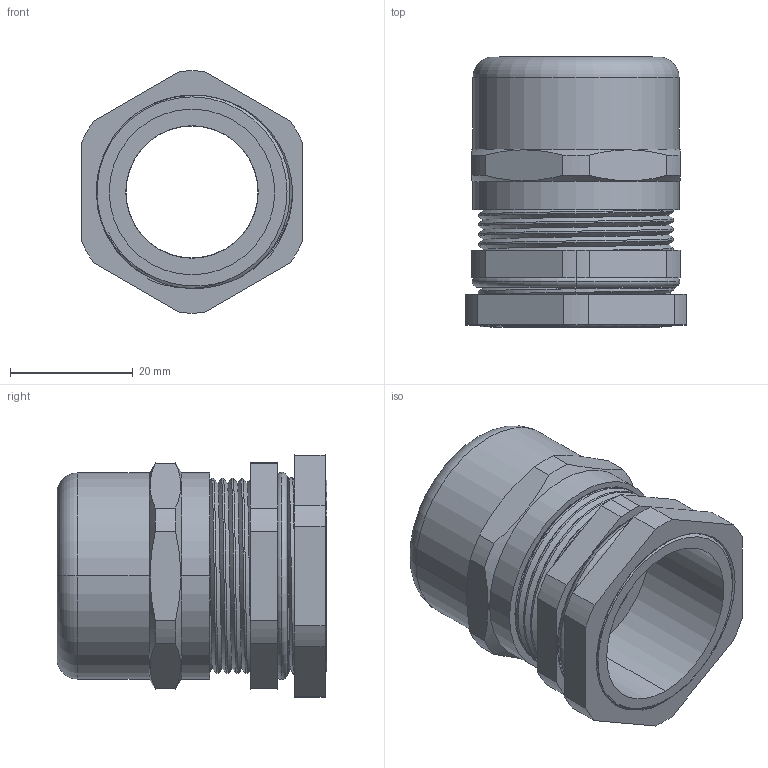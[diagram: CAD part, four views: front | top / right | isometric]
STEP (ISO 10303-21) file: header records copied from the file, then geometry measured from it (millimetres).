
FILE_DESCRIPTION (( 'STEP AP203' ), '1' );
FILE_NAME ('BMBCX-E4.step', '2016-02-11T13:25:03', ( '' ), ( '' ), 'SwSTEP 2.0', 'SolidWorks 2015', '' );
FILE_SCHEMA (( 'CONFIG_CONTROL_DESIGN' ));
Length unit declared in the file: millimetre
Products named in the file (1): BMBCX-E4
Bounding box: 36 x 44 x 39.49 mm (x, y, z)
Volume: 17501.2 mm3; surface area: 23697.1 mm2
Topology: 6 solids, 6 shells, 260 faces, 725 edges, 478 vertices
Faces by surface type: plane 132, cylinder 97, torus 12, bspline 10, cone 9
Entity records: 13557 total; most frequent: CARTESIAN_POINT 7061, ORIENTED_EDGE 1450, DIRECTION 1279, EDGE_CURVE 725, VERTEX_POINT 478, AXIS2_PLACEMENT_3D 466, LINE 347, VECTOR 347
